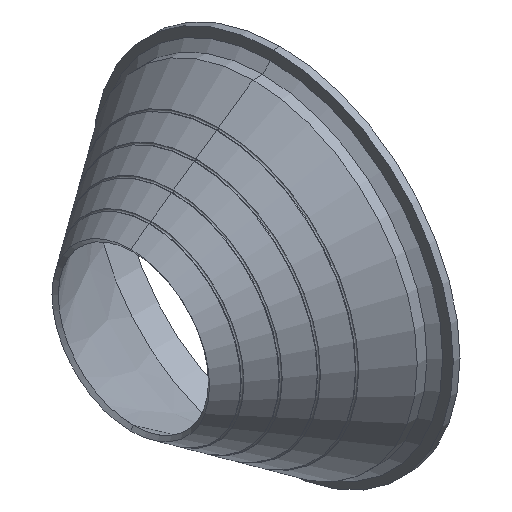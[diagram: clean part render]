
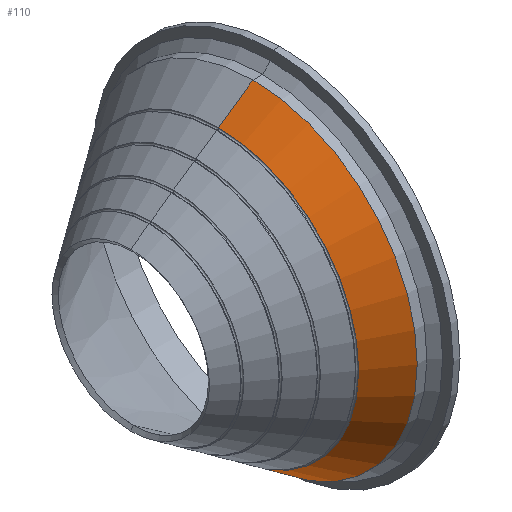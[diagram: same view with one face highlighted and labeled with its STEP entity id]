
A CAD part, isometric view. The second image highlights one B-rep face of the part: STEP entity #110.
In plain terms, the highlighted conical face has half-angle 35 degrees and reference radius 73 mm.
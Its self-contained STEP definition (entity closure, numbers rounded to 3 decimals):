
#59 = AXIS2_PLACEMENT_3D ( 'NONE', #496, #498, #502 ) ;
#110 = ADVANCED_FACE ( 'NONE', ( #1094 ), #1089, .T. ) ;
#174 = AXIS2_PLACEMENT_3D ( 'NONE', #1220, #1219, #1218 ) ;
#196 = AXIS2_PLACEMENT_3D ( 'NONE', #644, #643, #642 ) ;
#227 = VERTEX_POINT ( 'NONE', #744 ) ;
#241 = VERTEX_POINT ( 'NONE', #782 ) ;
#258 = VERTEX_POINT ( 'NONE', #806 ) ;
#262 = VERTEX_POINT ( 'NONE', #800 ) ;
#311 = EDGE_LOOP ( 'NONE', ( #428, #426, #437, #457 ) ) ;
#426 = ORIENTED_EDGE ( 'NONE', *, *, #885, .F. ) ;
#428 = ORIENTED_EDGE ( 'NONE', *, *, #888, .F. ) ;
#437 = ORIENTED_EDGE ( 'NONE', *, *, #890, .T. ) ;
#457 = ORIENTED_EDGE ( 'NONE', *, *, #919, .T. ) ;
#496 = CARTESIAN_POINT ( 'NONE',  ( 1., 0., 0. ) ) ;
#498 = DIRECTION ( 'NONE',  ( 1., 0., 0. ) ) ;
#502 = DIRECTION ( 'NONE',  ( 0., 0., -1. ) ) ;
#631 = CARTESIAN_POINT ( 'NONE',  ( 1., 0., -73. ) ) ;
#637 = DIRECTION ( 'NONE',  ( 0.819, 0., -0.574 ) ) ;
#641 = DIRECTION ( 'NONE',  ( 0.819, 0., 0.574 ) ) ;
#642 = DIRECTION ( 'NONE',  ( 0., 0., 1. ) ) ;
#643 = DIRECTION ( 'NONE',  ( -1., 0., 0. ) ) ;
#644 = CARTESIAN_POINT ( 'NONE',  ( -14.3, 0., 0. ) ) ;
#648 = CARTESIAN_POINT ( 'NONE',  ( 1., 0., 73. ) ) ;
#744 = CARTESIAN_POINT ( 'NONE',  ( 1., 0., -73. ) ) ;
#782 = CARTESIAN_POINT ( 'NONE',  ( -14.3, 0., 62.287 ) ) ;
#800 = CARTESIAN_POINT ( 'NONE',  ( 1., 0., 73. ) ) ;
#806 = CARTESIAN_POINT ( 'NONE',  ( -14.3, 0., -62.287 ) ) ;
#885 = EDGE_CURVE ( 'NONE', #258, #241, #1023, .T. ) ;
#888 = EDGE_CURVE ( 'NONE', #241, #262, #1014, .T. ) ;
#890 = EDGE_CURVE ( 'NONE', #258, #227, #1011, .T. ) ;
#919 = EDGE_CURVE ( 'NONE', #227, #262, #971, .T. ) ;
#971 = CIRCLE ( 'NONE', #174, 73. ) ;
#1009 = VECTOR ( 'NONE', #637, 1000. ) ;
#1011 = LINE ( 'NONE', #631, #1009 ) ;
#1012 = VECTOR ( 'NONE', #641, 1000. ) ;
#1014 = LINE ( 'NONE', #648, #1012 ) ;
#1023 = CIRCLE ( 'NONE', #196, 62.287 ) ;
#1089 = CONICAL_SURFACE ( 'NONE', #59, 73., 0.611 ) ;
#1094 = FACE_OUTER_BOUND ( 'NONE', #311, .T. ) ;
#1218 = DIRECTION ( 'NONE',  ( 0., 0., 1. ) ) ;
#1219 = DIRECTION ( 'NONE',  ( -1., 0., 0. ) ) ;
#1220 = CARTESIAN_POINT ( 'NONE',  ( 1., 0., 0. ) ) ;
